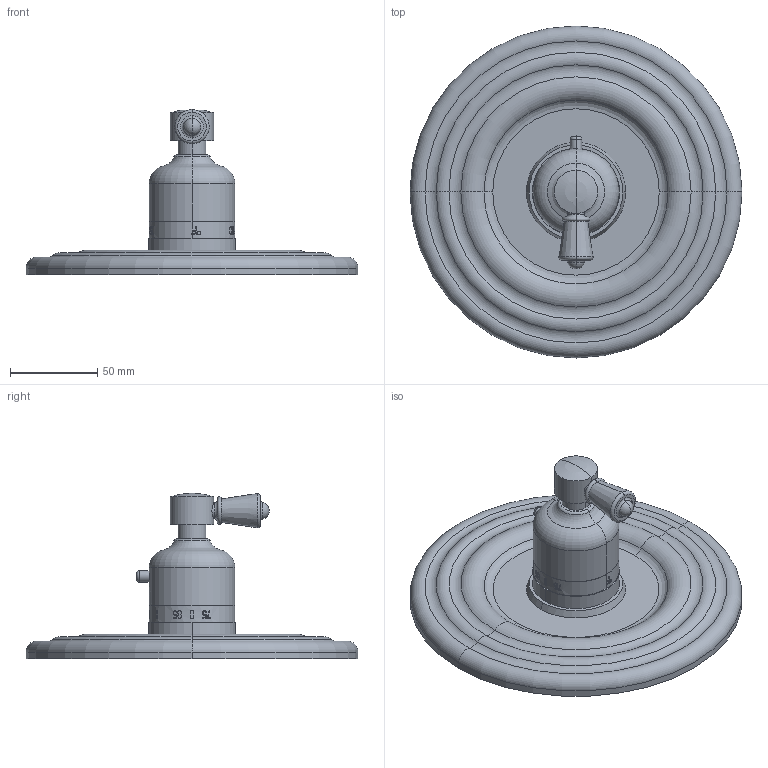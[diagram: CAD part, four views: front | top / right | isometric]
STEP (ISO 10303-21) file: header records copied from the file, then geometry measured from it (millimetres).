
FILE_DESCRIPTION((''),'2;1');
FILE_NAME('3-1204TR','2020-12-02T14:20:40',('jinson.thomas'),(''),'CREO PARAMETRIC BY PTC INC, 2018400','CREO PARAMETRIC BY PTC INC, 2018400','');
FILE_SCHEMA(('CONFIG_CONTROL_DESIGN'));
Length unit declared in the file: inch
Products named in the file (1): 3-1204TR
Bounding box: 190.5 x 190.5 x 94.96 mm (x, y, z)
Volume: 412477.7 mm3; surface area: 75321.7 mm2
Topology: 1 solids, 1 shells, 411 faces, 1119 edges, 731 vertices
Faces by surface type: plane 332, cylinder 41, torus 28, sphere 6, cone 4
Entity records: 13421 total; most frequent: CARTESIAN_POINT 3673, ORIENTED_EDGE 2226, DIRECTION 1725, EDGE_CURVE 1113, VERTEX_POINT 731, AXIS2_PLACEMENT_3D 631, VECTOR 463, LINE 463
